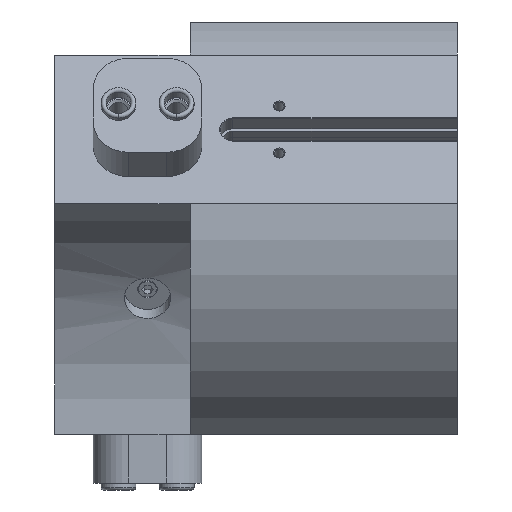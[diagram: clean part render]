
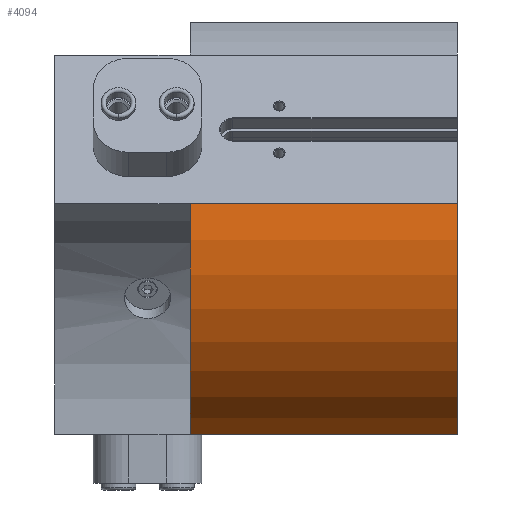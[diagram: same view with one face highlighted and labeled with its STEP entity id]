
A CAD part, left-side view. The second image highlights one B-rep face of the part: STEP entity #4094.
In plain terms, the highlighted cylindrical face has radius 57 mm (diameter 114 mm), a partial arc.
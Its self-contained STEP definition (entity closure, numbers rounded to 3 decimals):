
#101=CYLINDRICAL_SURFACE('',#4511,57.);
#297=CIRCLE('',#4449,57.);
#343=CIRCLE('',#4506,57.);
#720=ORIENTED_EDGE('',*,*,#1674,.T.);
#721=ORIENTED_EDGE('',*,*,#1751,.F.);
#722=ORIENTED_EDGE('',*,*,#1789,.F.);
#723=ORIENTED_EDGE('',*,*,#1616,.T.);
#1616=EDGE_CURVE('',#2169,#2168,#2564,.T.);
#1674=EDGE_CURVE('',#2168,#2222,#297,.T.);
#1751=EDGE_CURVE('',#2202,#2222,#2631,.T.);
#1789=EDGE_CURVE('',#2169,#2202,#343,.T.);
#2168=VERTEX_POINT('',#6307);
#2169=VERTEX_POINT('',#6309);
#2202=VERTEX_POINT('',#6425);
#2222=VERTEX_POINT('',#6493);
#2564=LINE('',#6308,#2872);
#2631=LINE('',#6644,#2939);
#2872=VECTOR('',#4951,1000.);
#2939=VECTOR('',#5164,1000.);
#3216=EDGE_LOOP('',(#720,#721,#722,#723));
#3600=FACE_BOUND('',#3216,.T.);
#4094=ADVANCED_FACE('',(#3600),#101,.T.);
#4449=AXIS2_PLACEMENT_3D('',#6494,#5051,#5052);
#4506=AXIS2_PLACEMENT_3D('',#6714,#5234,#5235);
#4511=AXIS2_PLACEMENT_3D('',#6720,#5244,#5245);
#4951=DIRECTION('',(0.,-1.,0.));
#5051=DIRECTION('',(0.,1.,0.));
#5052=DIRECTION('',(1.,0.,0.));
#5164=DIRECTION('',(0.,-1.,0.));
#5234=DIRECTION('',(0.,1.,0.));
#5235=DIRECTION('',(1.,0.,0.));
#5244=DIRECTION('',(0.,-1.,0.));
#5245=DIRECTION('',(0.,0.,-1.));
#6307=CARTESIAN_POINT('',(-22.198,0.,-52.5));
#6308=CARTESIAN_POINT('',(-22.198,69.,-52.5));
#6309=CARTESIAN_POINT('',(-22.198,69.,-52.5));
#6425=CARTESIAN_POINT('',(-56.565,69.,7.026));
#6493=CARTESIAN_POINT('',(-56.565,0.,7.026));
#6494=CARTESIAN_POINT('',(0.,0.,0.));
#6644=CARTESIAN_POINT('',(-56.565,69.,7.026));
#6714=CARTESIAN_POINT('',(0.,69.,0.));
#6720=CARTESIAN_POINT('',(0.,69.,0.));
